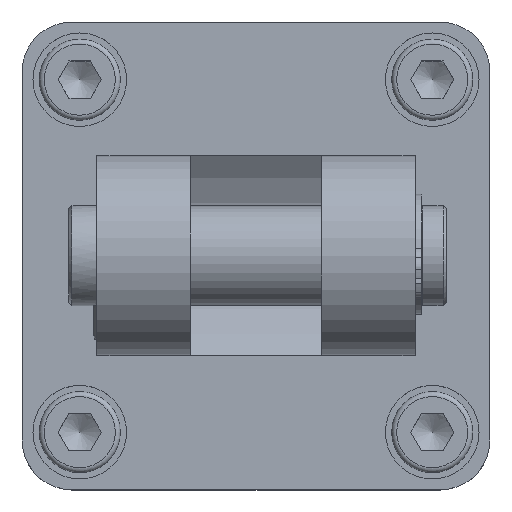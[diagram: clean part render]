
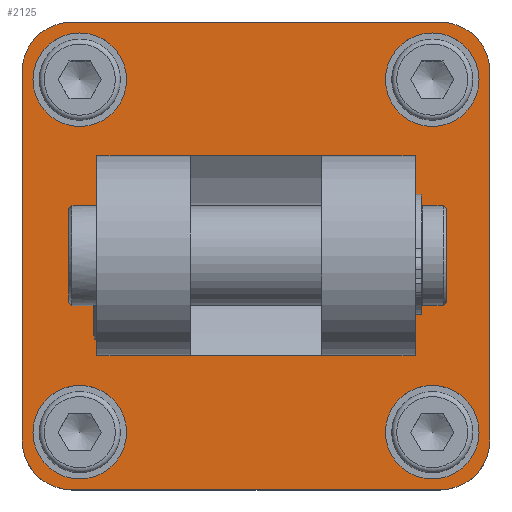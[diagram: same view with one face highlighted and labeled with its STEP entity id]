
A CAD part, top view. The second image highlights one B-rep face of the part: STEP entity #2125.
In plain terms, the highlighted planar face has unit normal (0, 0, 1).
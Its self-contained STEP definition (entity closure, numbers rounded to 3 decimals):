
#109=FACE_BOUND('',#524,.T.);
#110=FACE_BOUND('',#525,.T.);
#111=FACE_BOUND('',#526,.T.);
#112=FACE_BOUND('',#527,.T.);
#113=FACE_BOUND('',#528,.T.);
#196=PLANE('',#2358);
#328=FACE_OUTER_BOUND('',#523,.T.);
#523=EDGE_LOOP('',(#1796,#1797,#1798,#1799,#1800,#1801,#1802,#1803));
#524=EDGE_LOOP('',(#1804,#1805,#1806,#1807,#1808,#1809,#1810,#1811,#1812,
#1813,#1814,#1815));
#525=EDGE_LOOP('',(#1816));
#526=EDGE_LOOP('',(#1817));
#527=EDGE_LOOP('',(#1818));
#528=EDGE_LOOP('',(#1819));
#617=CIRCLE('',#2328,7.5);
#619=CIRCLE('',#2332,7.5);
#621=CIRCLE('',#2336,7.5);
#623=CIRCLE('',#2343,7.5);
#624=CIRCLE('',#2348,8.);
#625=CIRCLE('',#2351,8.);
#626=CIRCLE('',#2354,8.);
#627=CIRCLE('',#2357,8.);
#704=LINE('',#3405,#828);
#719=LINE('',#3495,#843);
#720=LINE('',#3499,#844);
#722=LINE('',#3505,#846);
#726=LINE('',#3514,#850);
#727=LINE('',#3516,#851);
#728=LINE('',#3517,#852);
#732=LINE('',#3527,#856);
#735=LINE('',#3538,#859);
#737=LINE('',#3541,#861);
#738=LINE('',#3542,#862);
#739=LINE('',#3544,#863);
#740=LINE('',#3577,#864);
#744=LINE('',#3586,#868);
#747=LINE('',#3594,#871);
#750=LINE('',#3602,#874);
#828=VECTOR('',#2719,32.);
#843=VECTOR('',#2816,21.);
#844=VECTOR('',#2819,21.);
#846=VECTOR('',#2825,15.);
#850=VECTOR('',#2835,15.);
#851=VECTOR('',#2838,0.032);
#852=VECTOR('',#2839,0.032);
#856=VECTOR('',#2847,15.);
#859=VECTOR('',#2858,15.);
#861=VECTOR('',#2862,0.032);
#862=VECTOR('',#2863,0.032);
#863=VECTOR('',#2866,32.);
#864=VECTOR('',#2911,59.);
#868=VECTOR('',#2921,59.);
#871=VECTOR('',#2930,59.);
#874=VECTOR('',#2939,59.);
#1001=VERTEX_POINT('',#3403);
#1002=VERTEX_POINT('',#3404);
#1035=VERTEX_POINT('',#3493);
#1036=VERTEX_POINT('',#3494);
#1037=VERTEX_POINT('',#3496);
#1038=VERTEX_POINT('',#3498);
#1039=VERTEX_POINT('',#3502);
#1042=VERTEX_POINT('',#3512);
#1043=VERTEX_POINT('',#3520);
#1046=VERTEX_POINT('',#3525);
#1049=VERTEX_POINT('',#3535);
#1050=VERTEX_POINT('',#3537);
#1052=VERTEX_POINT('',#3549);
#1054=VERTEX_POINT('',#3555);
#1056=VERTEX_POINT('',#3561);
#1058=VERTEX_POINT('',#3570);
#1059=VERTEX_POINT('',#3575);
#1060=VERTEX_POINT('',#3576);
#1061=VERTEX_POINT('',#3581);
#1062=VERTEX_POINT('',#3585);
#1063=VERTEX_POINT('',#3589);
#1064=VERTEX_POINT('',#3593);
#1065=VERTEX_POINT('',#3597);
#1066=VERTEX_POINT('',#3601);
#1229=EDGE_CURVE('',#1001,#1002,#704,.T.);
#1268=EDGE_CURVE('',#1035,#1036,#719,.T.);
#1270=EDGE_CURVE('',#1038,#1037,#720,.T.);
#1273=EDGE_CURVE('',#1002,#1039,#722,.T.);
#1278=EDGE_CURVE('',#1042,#1001,#726,.T.);
#1279=EDGE_CURVE('',#1036,#1042,#727,.T.);
#1280=EDGE_CURVE('',#1039,#1038,#728,.T.);
#1284=EDGE_CURVE('',#1043,#1046,#732,.T.);
#1289=EDGE_CURVE('',#1050,#1049,#735,.T.);
#1291=EDGE_CURVE('',#1037,#1043,#737,.T.);
#1292=EDGE_CURVE('',#1049,#1035,#738,.T.);
#1293=EDGE_CURVE('',#1046,#1050,#739,.T.);
#1295=EDGE_CURVE('',#1052,#1052,#617,.T.);
#1297=EDGE_CURVE('',#1054,#1054,#619,.T.);
#1299=EDGE_CURVE('',#1056,#1056,#621,.T.);
#1301=EDGE_CURVE('',#1058,#1058,#623,.T.);
#1302=EDGE_CURVE('',#1059,#1060,#740,.T.);
#1305=EDGE_CURVE('',#1060,#1061,#624,.T.);
#1307=EDGE_CURVE('',#1061,#1062,#744,.T.);
#1309=EDGE_CURVE('',#1062,#1063,#625,.T.);
#1311=EDGE_CURVE('',#1063,#1064,#747,.T.);
#1313=EDGE_CURVE('',#1064,#1065,#626,.T.);
#1315=EDGE_CURVE('',#1065,#1066,#750,.T.);
#1317=EDGE_CURVE('',#1066,#1059,#627,.T.);
#1796=ORIENTED_EDGE('',*,*,#1302,.F.);
#1797=ORIENTED_EDGE('',*,*,#1317,.F.);
#1798=ORIENTED_EDGE('',*,*,#1315,.F.);
#1799=ORIENTED_EDGE('',*,*,#1313,.F.);
#1800=ORIENTED_EDGE('',*,*,#1311,.F.);
#1801=ORIENTED_EDGE('',*,*,#1309,.F.);
#1802=ORIENTED_EDGE('',*,*,#1307,.F.);
#1803=ORIENTED_EDGE('',*,*,#1305,.F.);
#1804=ORIENTED_EDGE('',*,*,#1279,.T.);
#1805=ORIENTED_EDGE('',*,*,#1278,.T.);
#1806=ORIENTED_EDGE('',*,*,#1229,.T.);
#1807=ORIENTED_EDGE('',*,*,#1273,.T.);
#1808=ORIENTED_EDGE('',*,*,#1280,.T.);
#1809=ORIENTED_EDGE('',*,*,#1270,.T.);
#1810=ORIENTED_EDGE('',*,*,#1291,.T.);
#1811=ORIENTED_EDGE('',*,*,#1284,.T.);
#1812=ORIENTED_EDGE('',*,*,#1293,.T.);
#1813=ORIENTED_EDGE('',*,*,#1289,.T.);
#1814=ORIENTED_EDGE('',*,*,#1292,.T.);
#1815=ORIENTED_EDGE('',*,*,#1268,.T.);
#1816=ORIENTED_EDGE('',*,*,#1295,.T.);
#1817=ORIENTED_EDGE('',*,*,#1297,.T.);
#1818=ORIENTED_EDGE('',*,*,#1299,.T.);
#1819=ORIENTED_EDGE('',*,*,#1301,.T.);
#2125=ADVANCED_FACE('',(#328,#109,#110,#111,#112,#113),#196,.T.);
#2328=AXIS2_PLACEMENT_3D('',#3550,#2873,#2874);
#2332=AXIS2_PLACEMENT_3D('',#3556,#2881,#2882);
#2336=AXIS2_PLACEMENT_3D('',#3562,#2889,#2890);
#2343=AXIS2_PLACEMENT_3D('',#3571,#2903,#2904);
#2348=AXIS2_PLACEMENT_3D('',#3582,#2916,#2917);
#2351=AXIS2_PLACEMENT_3D('',#3590,#2925,#2926);
#2354=AXIS2_PLACEMENT_3D('',#3598,#2934,#2935);
#2357=AXIS2_PLACEMENT_3D('',#3605,#2943,#2944);
#2358=AXIS2_PLACEMENT_3D('',#3606,#2945,#2946);
#2719=DIRECTION('',(0.,-1.,0.));
#2816=DIRECTION('',(1.,0.,0.));
#2819=DIRECTION('',(-1.,0.,0.));
#2825=DIRECTION('',(-1.,0.,0.));
#2835=DIRECTION('',(1.,0.,0.));
#2838=DIRECTION('',(0.,-1.,0.));
#2839=DIRECTION('',(0.,-1.,0.));
#2847=DIRECTION('',(-1.,0.,0.));
#2858=DIRECTION('',(1.,0.,0.));
#2862=DIRECTION('',(0.,1.,0.));
#2863=DIRECTION('',(0.,1.,0.));
#2866=DIRECTION('',(0.,1.,0.));
#2873=DIRECTION('center_axis',(0.,0.,
-1.));
#2874=DIRECTION('ref_axis',(-1.,0.,0.));
#2881=DIRECTION('center_axis',(0.,0.,
-1.));
#2882=DIRECTION('ref_axis',(-1.,0.,0.));
#2889=DIRECTION('center_axis',(0.,0.,
-1.));
#2890=DIRECTION('ref_axis',(-1.,0.,0.));
#2903=DIRECTION('center_axis',(0.,0.,
-1.));
#2904=DIRECTION('ref_axis',(-1.,0.,0.));
#2911=DIRECTION('',(1.,0.,0.));
#2916=DIRECTION('center_axis',(0.,0.,
-1.));
#2917=DIRECTION('ref_axis',(1.,0.,0.));
#2921=DIRECTION('',(0.,-1.,0.));
#2925=DIRECTION('center_axis',(0.,0.,
-1.));
#2926=DIRECTION('ref_axis',(0.,-1.,0.));
#2930=DIRECTION('',(-1.,0.,0.));
#2934=DIRECTION('center_axis',(0.,0.,
-1.));
#2935=DIRECTION('ref_axis',(-1.,0.,0.));
#2939=DIRECTION('',(0.,1.,0.));
#2943=DIRECTION('center_axis',(0.,0.,
-1.));
#2944=DIRECTION('ref_axis',(0.,1.,0.));
#2945=DIRECTION('center_axis',(0.,0.,
1.));
#2946=DIRECTION('ref_axis',(1.,0.,0.));
#3403=CARTESIAN_POINT('',(25.5,16.,12.));
#3404=CARTESIAN_POINT('',(25.5,-16.,12.));
#3405=CARTESIAN_POINT('',(25.5,0.,12.));
#3493=CARTESIAN_POINT('',(-10.5,16.032,12.));
#3494=CARTESIAN_POINT('',(10.5,16.032,12.));
#3495=CARTESIAN_POINT('',(10.5,16.032,12.));
#3496=CARTESIAN_POINT('',(-10.5,-16.032,12.));
#3498=CARTESIAN_POINT('',(10.5,-16.032,12.));
#3499=CARTESIAN_POINT('',(10.5,-16.032,12.));
#3502=CARTESIAN_POINT('',(10.5,-16.,12.));
#3505=CARTESIAN_POINT('',(12.75,-16.,12.));
#3512=CARTESIAN_POINT('',(10.5,16.,12.));
#3514=CARTESIAN_POINT('',(12.75,16.,12.));
#3516=CARTESIAN_POINT('',(10.5,0.,12.));
#3517=CARTESIAN_POINT('',(10.5,0.,12.));
#3520=CARTESIAN_POINT('',(-10.5,-16.,12.));
#3525=CARTESIAN_POINT('',(-25.5,-16.,12.));
#3527=CARTESIAN_POINT('',(-12.75,-16.,12.));
#3535=CARTESIAN_POINT('',(-10.5,16.,12.));
#3537=CARTESIAN_POINT('',(-25.5,16.,12.));
#3538=CARTESIAN_POINT('',(-12.75,16.,12.));
#3541=CARTESIAN_POINT('',(-10.5,0.,12.));
#3542=CARTESIAN_POINT('',(-10.5,0.,12.));
#3544=CARTESIAN_POINT('',(-25.5,0.,12.));
#3549=CARTESIAN_POINT('',(35.75,-28.25,12.));
#3550=CARTESIAN_POINT('Origin',(28.25,-28.25,12.));
#3555=CARTESIAN_POINT('',(35.75,28.25,12.));
#3556=CARTESIAN_POINT('Origin',(28.25,28.25,12.));
#3561=CARTESIAN_POINT('',(-20.75,-28.25,12.));
#3562=CARTESIAN_POINT('Origin',(-28.25,-28.25,12.));
#3570=CARTESIAN_POINT('',(-20.75,28.25,12.));
#3571=CARTESIAN_POINT('Origin',(-28.25,28.25,12.));
#3575=CARTESIAN_POINT('',(-29.5,37.5,12.));
#3576=CARTESIAN_POINT('',(29.5,37.5,12.));
#3577=CARTESIAN_POINT('',(29.5,37.5,12.));
#3581=CARTESIAN_POINT('',(37.5,29.5,12.));
#3582=CARTESIAN_POINT('Origin',(29.5,29.5,12.));
#3585=CARTESIAN_POINT('',(37.5,-29.5,12.));
#3586=CARTESIAN_POINT('',(37.5,-29.5,12.));
#3589=CARTESIAN_POINT('',(29.5,-37.5,12.));
#3590=CARTESIAN_POINT('Origin',(29.5,-29.5,12.));
#3593=CARTESIAN_POINT('',(-29.5,-37.5,12.));
#3594=CARTESIAN_POINT('',(-29.5,-37.5,12.));
#3597=CARTESIAN_POINT('',(-37.5,-29.5,12.));
#3598=CARTESIAN_POINT('Origin',(-29.5,-29.5,12.));
#3601=CARTESIAN_POINT('',(-37.5,29.5,12.));
#3602=CARTESIAN_POINT('',(-37.5,29.5,12.));
#3605=CARTESIAN_POINT('Origin',(-29.5,29.5,12.));
#3606=CARTESIAN_POINT('Origin',(0.,0.,
12.));
